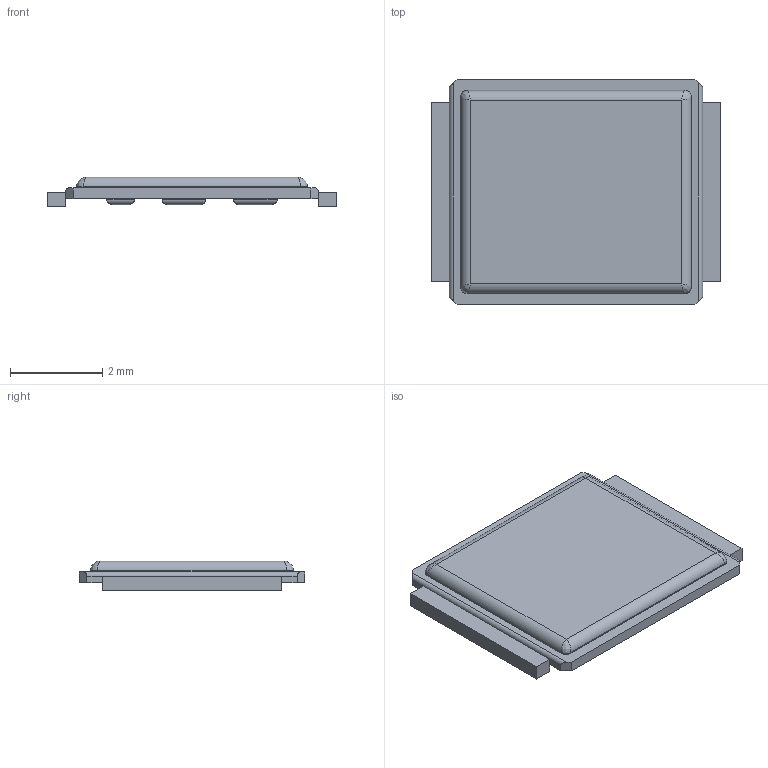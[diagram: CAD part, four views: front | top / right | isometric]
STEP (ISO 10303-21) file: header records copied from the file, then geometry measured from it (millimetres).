
FILE_DESCRIPTION(/* description */ ('model of DirectFET_ME'),/* implementation_level */ '2;1');
FILE_NAME(/* name */ 'DirectFET_ME.step',/* time_stamp */ '2017-10-17T11:36:37',/* author */ ('kicad StepUp','ksu'),/* organization */ ('FreeCAD'),/* preprocessor_version */ 'OCC',/* originating_system */ 'kicad StepUp',/* authorisation */ '');
FILE_SCHEMA(('AUTOMOTIVE_DESIGN { 1 0 10303 214 1 1 1 1 }'));
Length unit declared in the file: millimetre
Products named in the file (1): DirectFET_ME
Bounding box: 6.3 x 4.9 x 0.65 mm (x, y, z)
Volume: 11.1 mm3; surface area: 111.5 mm2
Topology: 2 solids, 2 shells, 112 faces, 260 edges, 156 vertices
Faces by surface type: plane 74, cylinder 34, bspline 4
Entity records: 4109 total; most frequent: CARTESIAN_POINT 815, ORIENTED_EDGE 512, DIRECTION 494, EDGE_CURVE 256, LINE 212, VECTOR 212, VERTEX_POINT 156, AXIS2_PLACEMENT_3D 141
